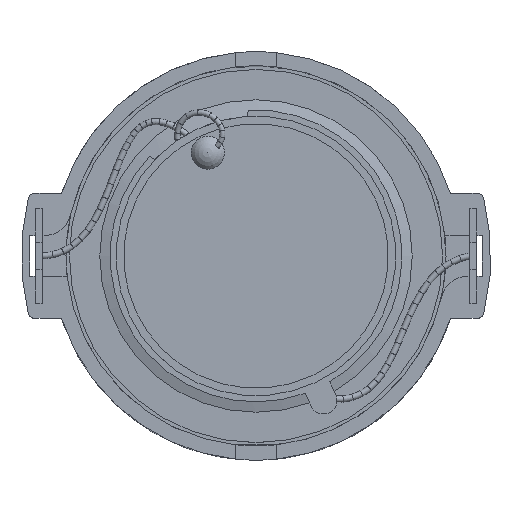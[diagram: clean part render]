
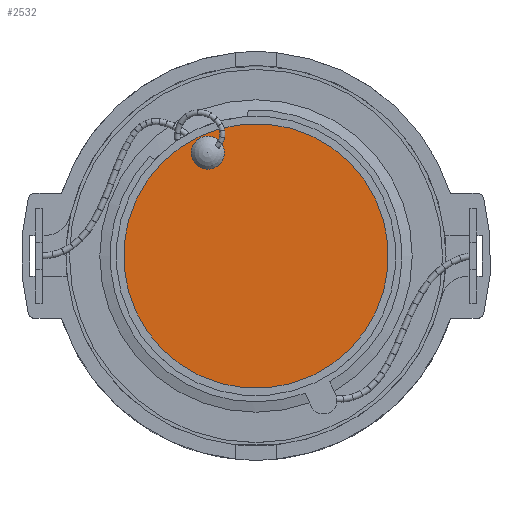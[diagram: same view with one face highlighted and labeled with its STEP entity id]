
A CAD part, top view. The second image highlights one B-rep face of the part: STEP entity #2532.
In plain terms, the highlighted face is planar.
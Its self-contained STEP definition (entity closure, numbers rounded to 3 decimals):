
#524=PLANE('',#2750);
#713=FACE_OUTER_BOUND('',#903,.T.);
#903=EDGE_LOOP('',(#1916));
#1164=CIRCLE('',#2748,9.75);
#1309=VERTEX_POINT('',#3970);
#1562=EDGE_CURVE('',#1309,#1309,#1164,.T.);
#1916=ORIENTED_EDGE('',*,*,#1562,.F.);
#2532=ADVANCED_FACE('',(#713),#524,.F.);
#2748=AXIS2_PLACEMENT_3D('',#3971,#3139,#3140);
#2750=AXIS2_PLACEMENT_3D('',#3974,#3143,#3144);
#3139=DIRECTION('center_axis',(0.,0.,1.));
#3140=DIRECTION('ref_axis',(1.,0.,0.));
#3143=DIRECTION('center_axis',(0.,0.,1.));
#3144=DIRECTION('ref_axis',(1.,0.,0.));
#3970=CARTESIAN_POINT('',(9.75,0.,-0.225));
#3971=CARTESIAN_POINT('Origin',(0.,0.,-0.225));
#3974=CARTESIAN_POINT('Origin',(0.,0.,-0.225));
